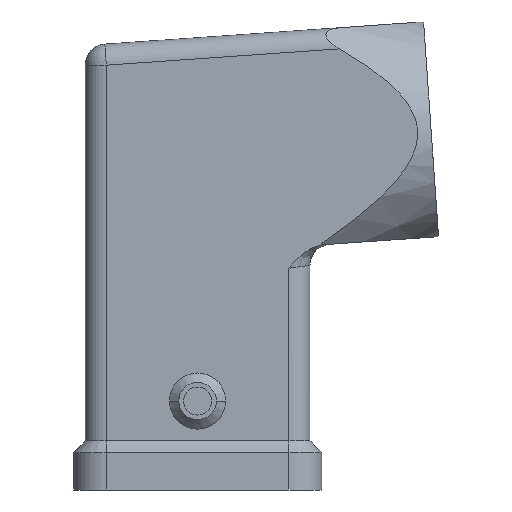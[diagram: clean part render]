
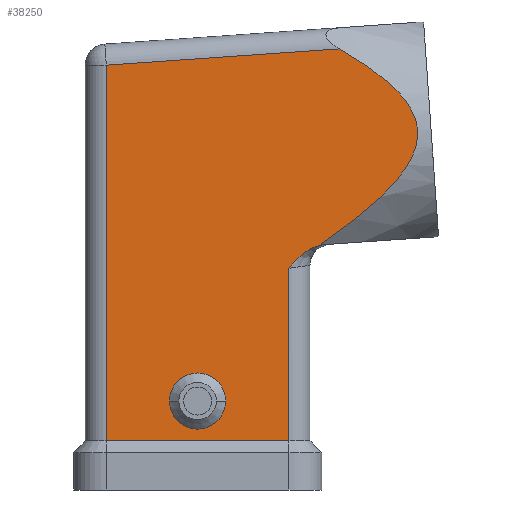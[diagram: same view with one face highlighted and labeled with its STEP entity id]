
A CAD part, front view. The second image highlights one B-rep face of the part: STEP entity #38250.
In plain terms, the highlighted planar face has unit normal (0, -1, 0).
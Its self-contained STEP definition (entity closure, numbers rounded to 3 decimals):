
#1620=CARTESIAN_POINT('',(15.138,-12.,47.112));
#1630=VERTEX_POINT('',#1620);
#1660=CARTESIAN_POINT('',(-9.75,-12.,45.372));
#1670=DIRECTION('',(0.998,0.,0.07));
#1680=VECTOR('',#1670,24.949);
#1690=LINE('',#1660,#1680);
#1700=CARTESIAN_POINT('',(-9.75,-12.,45.372));
#1710=VERTEX_POINT('',#1700);
#1720=EDGE_CURVE('',#1710,#1630,#1690,.T.);
#2420=CARTESIAN_POINT('',(13.197,-12.,26.302));
#2430=VERTEX_POINT('',#2420);
#2460=CARTESIAN_POINT('',(13.197,-12.,26.302));
#2470=CARTESIAN_POINT('',(23.82,-12.,33.652));
#2480=CARTESIAN_POINT('',(23.487,-12.,38.423));
#2490=(BOUNDED_CURVE() B_SPLINE_CURVE(2,(#2460,#2470,#2480),
.UNSPECIFIED.,.F.,.F.) B_SPLINE_CURVE_WITH_KNOTS((3,3),(
0.138,1.847),.UNSPECIFIED.) CURVE() 
GEOMETRIC_REPRESENTATION_ITEM() RATIONAL_B_SPLINE_CURVE((
1.033,1.228,1.228)) REPRESENTATION_ITEM
(''));
#2500=CARTESIAN_POINT('',(23.487,-12.,38.423));
#2510=VERTEX_POINT('',#2500);
#2520=EDGE_CURVE('',#2430,#2510,#2490,.T.);
#2540=CARTESIAN_POINT('',(23.487,-12.,38.423));
#2550=CARTESIAN_POINT('',(23.201,-12.,42.502));
#2560=CARTESIAN_POINT('',(15.138,-12.,47.112));
#2570=(BOUNDED_CURVE() B_SPLINE_CURVE(2,(#2540,#2550,#2560),
.UNSPECIFIED.,.F.,.F.) B_SPLINE_CURVE_WITH_KNOTS((3,3),(1.847
,3.307),.UNSPECIFIED.) CURVE() GEOMETRIC_REPRESENTATION_ITEM(
) RATIONAL_B_SPLINE_CURVE((1.228,1.228,
1.086)) REPRESENTATION_ITEM(''));
#2580=EDGE_CURVE('',#2510,#1630,#2570,.T.);
#6790=CARTESIAN_POINT('',(0.,-12.,12.5));
#6800=VERTEX_POINT('',#6790);
#6830=CARTESIAN_POINT('',(0.,-12.,9.5));
#6840=DIRECTION('',(0.,1.,0.));
#6850=DIRECTION('',(0.,0.,1.));
#6860=AXIS2_PLACEMENT_3D('',#6830,#6840,#6850);
#6870=CIRCLE('',#6860,3.);
#6880=CARTESIAN_POINT('',(0.,-12.,6.5));
#6890=VERTEX_POINT('',#6880);
#6900=EDGE_CURVE('',#6800,#6890,#6870,.T.);
#36430=CARTESIAN_POINT('',(9.75,-12.,5.25));
#36440=VERTEX_POINT('',#36430);
#36900=CARTESIAN_POINT('',(-9.75,-12.,5.25));
#36910=VERTEX_POINT('',#36900);
#36940=CARTESIAN_POINT('',(9.75,-12.,5.25));
#36950=DIRECTION('',(-1.,0.,0.));
#36960=VECTOR('',#36950,19.5);
#36970=LINE('',#36940,#36960);
#36980=EDGE_CURVE('',#36440,#36910,#36970,.T.);
#37690=CARTESIAN_POINT('',(-9.75,-12.,5.25));
#37700=DIRECTION('',(0.,0.,1.));
#37710=VECTOR('',#37700,40.122);
#37720=LINE('',#37690,#37710);
#37730=EDGE_CURVE('',#36910,#1710,#37720,.T.);
#37790=CARTESIAN_POINT('',(9.75,-12.,0.));
#37800=DIRECTION('',(0.,-1.,0.));
#37810=DIRECTION('',(0.,0.,-1.));
#37820=AXIS2_PLACEMENT_3D('',#37790,#37800,#37810);
#37830=PLANE('',#37820);
#37840=ORIENTED_EDGE('',*,*,#37730,.F.);
#37850=ORIENTED_EDGE('',*,*,#1720,.F.);
#37860=ORIENTED_EDGE('',*,*,#2580,.T.);
#37870=ORIENTED_EDGE('',*,*,#2520,.T.);
#37880=CARTESIAN_POINT('',(13.207,-12.,26.163));
#37890=DIRECTION('',(-0.07,0.,0.998));
#37900=VECTOR('',#37890,0.139);
#37910=LINE('',#37880,#37900);
#37920=CARTESIAN_POINT('',(13.207,-12.,26.163));
#37930=VERTEX_POINT('',#37920);
#37940=EDGE_CURVE('',#37930,#2430,#37910,.T.);
#37950=ORIENTED_EDGE('',*,*,#37940,.T.);
#37960=CARTESIAN_POINT('',(13.207,-12.,26.163));
#37970=CARTESIAN_POINT('',(12.929,-12.,26.118));
#37980=CARTESIAN_POINT('',(12.63,-12.,26.031));
#37990=CARTESIAN_POINT('',(11.784,-12.,25.647));
#38000=CARTESIAN_POINT('',(11.331,-12.,25.301));
#38010=CARTESIAN_POINT('',(10.526,-12.,24.567));
#38020=CARTESIAN_POINT('',(10.14,-12.,24.125));
#38030=CARTESIAN_POINT('',(9.754,-12.,23.684));
#38040=CARTESIAN_POINT('',(9.752,-12.,23.682));
#38050=CARTESIAN_POINT('',(9.75,-12.,23.679));
#38060=B_SPLINE_CURVE_WITH_KNOTS('',3,(#37960,#37970,#37980,#37990,
#38000,#38010,#38020,#38030,#38040,#38050),.UNSPECIFIED.,.F.,.F.,(4,2,2,
2,4),(0.028,0.107,0.242,
0.397,0.398),.UNSPECIFIED.);
#38070=CARTESIAN_POINT('',(9.75,-12.,23.679));
#38080=VERTEX_POINT('',#38070);
#38090=EDGE_CURVE('',#37930,#38080,#38060,.T.);
#38100=ORIENTED_EDGE('',*,*,#38090,.F.);
#38110=CARTESIAN_POINT('',(9.75,-12.,5.25));
#38120=DIRECTION('',(0.,0.,1.));
#38130=VECTOR('',#38120,18.429);
#38140=LINE('',#38110,#38130);
#38150=EDGE_CURVE('',#36440,#38080,#38140,.T.);
#38160=ORIENTED_EDGE('',*,*,#38150,.T.);
#38170=ORIENTED_EDGE('',*,*,#36980,.F.);
#38180=EDGE_LOOP('',(#38170,#38160,#38100,#37950,#37870,#37860,#37850,
#37840));
#38190=FACE_OUTER_BOUND('',#38180,.T.);
#38200=ORIENTED_EDGE('',*,*,#6900,.T.);
#38210=EDGE_CURVE('',#6890,#6800,#6870,.T.);
#38220=ORIENTED_EDGE('',*,*,#38210,.T.);
#38230=EDGE_LOOP('',(#38220,#38200));
#38240=FACE_BOUND('',#38230,.T.);
#38250=ADVANCED_FACE('',(#38190,#38240),#37830,.T.);
